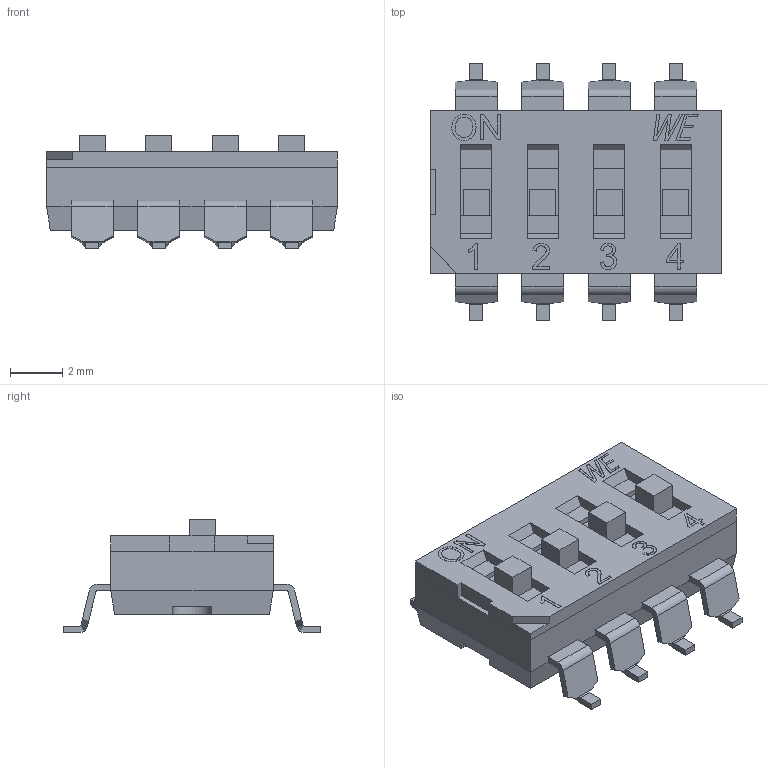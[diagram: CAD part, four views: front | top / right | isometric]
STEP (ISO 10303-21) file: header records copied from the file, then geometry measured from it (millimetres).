
FILE_DESCRIPTION( ( 'Unknown' ), '1' );
FILE_NAME( '418121270804.stp', 'Unknown', ( 'Unknown' ), ( 'Unknown' ), 'PSStep 17.0.49', 'Unknown', ' ' );
FILE_SCHEMA( ( 'AUTOMOTIVE_DESIGN { 1 0 10303 214 1 1 1 1 }' ) );
Length unit declared in the file: millimetre
Products named in the file (7): Assem1; Terminal_tall; Terminal_small; Actuator; Contact; Base_04; Cover_04
Assembly tree (18 placements, depth 2):
  Assem1
    Terminal_tall  x4
    Terminal_small  x4
    Actuator  x4
    Contact  x4
    Base_04
    Cover_04
Bounding box: 11.1 x 9.8 x 4.32 mm (x, y, z)
Volume: 178.1 mm3; surface area: 788.7 mm2
Topology: 18 solids, 18 shells, 795 faces, 2186 edges, 1436 vertices
Faces by surface type: plane 599, cylinder 170, bspline 16, extrusion 10
Full cylindrical faces by diameter (mm): 0.57 x4, 0.6 x12, 2.4 x1
Entity records: 16063 total; most frequent: CARTESIAN_POINT 2965, ORIENTED_EDGE 2166, DIRECTION 1811, EDGE_CURVE 1083, VECTOR 851, LINE 841, VERTEX_POINT 712, AXIS2_PLACEMENT_3D 480
